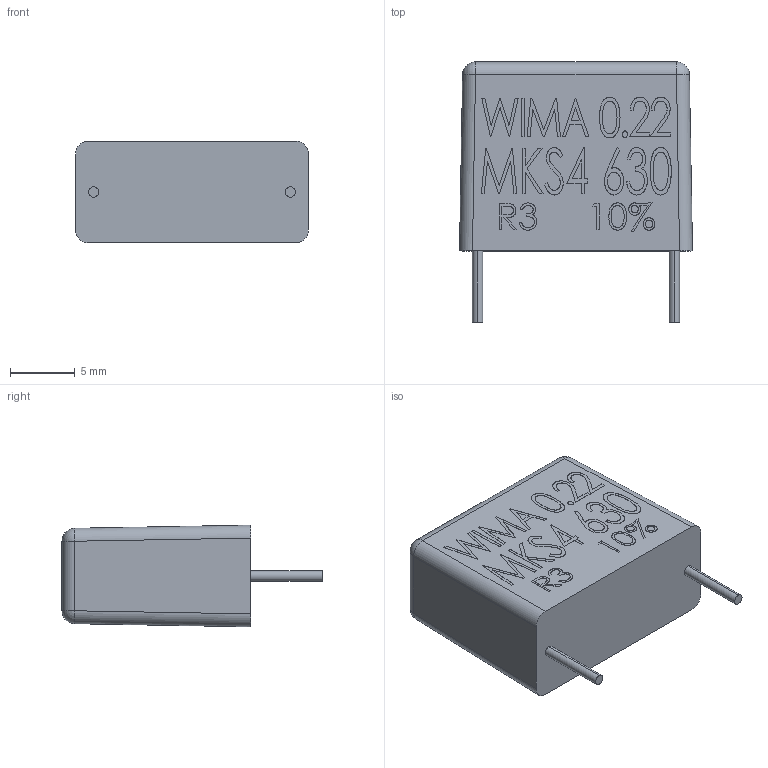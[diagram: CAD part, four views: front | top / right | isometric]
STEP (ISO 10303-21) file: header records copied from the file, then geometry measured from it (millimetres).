
FILE_DESCRIPTION (( 'STEP AP214' ), '1' );
FILE_NAME ('MKS4-220N15 630 (WIMA).STEP', '2023-06-26T18:31:13', ( '' ), ( '' ), 'SwSTEP 2.0', 'SolidWorks 2021', '' );
FILE_SCHEMA (( 'AUTOMOTIVE_DESIGN' ));
Length unit declared in the file: millimetre
Products named in the file (1): MKS4-220N15 630 (WIMA)
Bounding box: 18 x 20.1 x 7.85 mm (x, y, z)
Volume: 1951.8 mm3; surface area: 993 mm2
Topology: 1 solids, 1 shells, 297 faces, 777 edges, 514 vertices
Faces by surface type: plane 161, bspline 120, cylinder 12, sphere 4
Entity records: 17548 total; most frequent: CARTESIAN_POINT 7753, ORIENTED_EDGE 1554, DIRECTION 909, EDGE_CURVE 777, VERTEX_POINT 514, LINE 513, VECTOR 513, EDGE_LOOP 329
